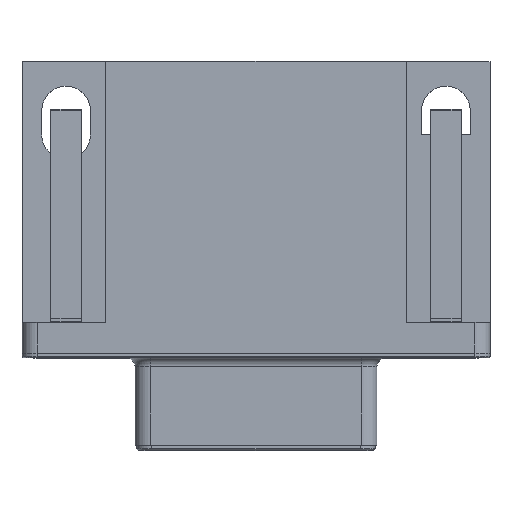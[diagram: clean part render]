
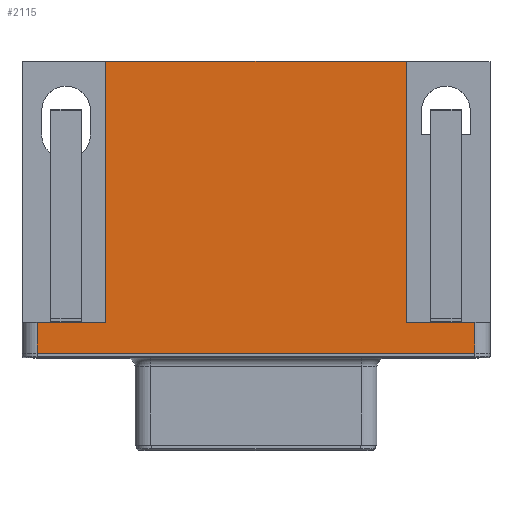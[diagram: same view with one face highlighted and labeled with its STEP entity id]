
A CAD part, top view. The second image highlights one B-rep face of the part: STEP entity #2115.
In plain terms, the highlighted planar face has unit normal (0, 0, 1).
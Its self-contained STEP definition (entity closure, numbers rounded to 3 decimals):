
#1429 = VERTEX_POINT('',#1430);
#1430 = CARTESIAN_POINT('',(-19.94,-17.4,12.5));
#1478 = EDGE_CURVE('',#1479,#1429,#1481,.T.);
#1479 = VERTEX_POINT('',#1480);
#1480 = CARTESIAN_POINT('',(8.86,-17.4,12.5));
#1481 = LINE('',#1482,#1483);
#1482 = CARTESIAN_POINT('',(9.86,-17.4,12.5));
#1483 = VECTOR('',#1484,1.);
#1484 = DIRECTION('',(-1.,0.,0.));
#2053 = EDGE_CURVE('',#1429,#2054,#2056,.T.);
#2054 = VERTEX_POINT('',#2055);
#2055 = CARTESIAN_POINT('',(-19.94,-15.4,12.5));
#2056 = LINE('',#2057,#2058);
#2057 = CARTESIAN_POINT('',(-19.94,-17.4,12.5));
#2058 = VECTOR('',#2059,1.);
#2059 = DIRECTION('',(0.,1.,0.));
#2115 = ADVANCED_FACE('',(#2116),#2166,.T.);
#2116 = FACE_BOUND('',#2117,.T.);
#2117 = EDGE_LOOP('',(#2118,#2119,#2127,#2135,#2143,#2151,#2159,#2165));
#2118 = ORIENTED_EDGE('',*,*,#1478,.F.);
#2119 = ORIENTED_EDGE('',*,*,#2120,.T.);
#2120 = EDGE_CURVE('',#1479,#2121,#2123,.T.);
#2121 = VERTEX_POINT('',#2122);
#2122 = CARTESIAN_POINT('',(8.86,-15.4,12.5));
#2123 = LINE('',#2124,#2125);
#2124 = CARTESIAN_POINT('',(8.86,-17.4,12.5));
#2125 = VECTOR('',#2126,1.);
#2126 = DIRECTION('',(0.,1.,0.));
#2127 = ORIENTED_EDGE('',*,*,#2128,.F.);
#2128 = EDGE_CURVE('',#2129,#2121,#2131,.T.);
#2129 = VERTEX_POINT('',#2130);
#2130 = CARTESIAN_POINT('',(4.36,-15.4,12.5));
#2131 = LINE('',#2132,#2133);
#2132 = CARTESIAN_POINT('',(8.86,-15.4,12.5));
#2133 = VECTOR('',#2134,1.);
#2134 = DIRECTION('',(1.,0.,0.));
#2135 = ORIENTED_EDGE('',*,*,#2136,.F.);
#2136 = EDGE_CURVE('',#2137,#2129,#2139,.T.);
#2137 = VERTEX_POINT('',#2138);
#2138 = CARTESIAN_POINT('',(4.36,1.8,12.5));
#2139 = LINE('',#2140,#2141);
#2140 = CARTESIAN_POINT('',(4.36,-16.4,12.5));
#2141 = VECTOR('',#2142,1.);
#2142 = DIRECTION('',(0.,-1.,0.));
#2143 = ORIENTED_EDGE('',*,*,#2144,.T.);
#2144 = EDGE_CURVE('',#2137,#2145,#2147,.T.);
#2145 = VERTEX_POINT('',#2146);
#2146 = CARTESIAN_POINT('',(-15.44,1.8,12.5));
#2147 = LINE('',#2148,#2149);
#2148 = CARTESIAN_POINT('',(9.86,1.8,12.5));
#2149 = VECTOR('',#2150,1.);
#2150 = DIRECTION('',(-1.,0.,0.));
#2151 = ORIENTED_EDGE('',*,*,#2152,.F.);
#2152 = EDGE_CURVE('',#2153,#2145,#2155,.T.);
#2153 = VERTEX_POINT('',#2154);
#2154 = CARTESIAN_POINT('',(-15.44,-15.4,12.5));
#2155 = LINE('',#2156,#2157);
#2156 = CARTESIAN_POINT('',(-15.44,-16.4,12.5));
#2157 = VECTOR('',#2158,1.);
#2158 = DIRECTION('',(0.,1.,0.));
#2159 = ORIENTED_EDGE('',*,*,#2160,.F.);
#2160 = EDGE_CURVE('',#2054,#2153,#2161,.T.);
#2161 = LINE('',#2162,#2163);
#2162 = CARTESIAN_POINT('',(-4.54,-15.4,12.5));
#2163 = VECTOR('',#2164,1.);
#2164 = DIRECTION('',(1.,0.,0.));
#2165 = ORIENTED_EDGE('',*,*,#2053,.F.);
#2166 = PLANE('',#2167);
#2167 = AXIS2_PLACEMENT_3D('',#2168,#2169,#2170);
#2168 = CARTESIAN_POINT('',(9.86,-17.4,12.5));
#2169 = DIRECTION('',(0.,0.,1.));
#2170 = DIRECTION('',(-1.,0.,0.));
